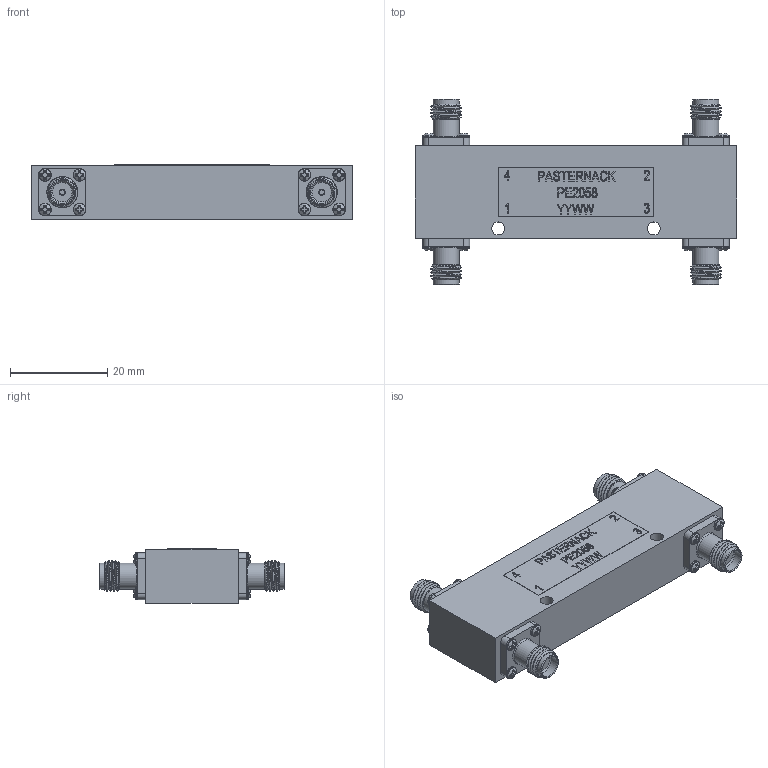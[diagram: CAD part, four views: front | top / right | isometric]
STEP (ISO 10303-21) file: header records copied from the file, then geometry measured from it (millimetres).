
FILE_DESCRIPTION (( 'STEP AP203' ), '1' );
FILE_NAME ('PE2058_3D.step', '2021-11-17T16:22:27', ( '' ), ( '' ), 'SwSTEP 2.0', 'SolidWorks 2021', '' );
FILE_SCHEMA (( 'CONFIG_CONTROL_DESIGN' ));
Length unit declared in the file: inch
Products named in the file (1): PE2058_3D
Bounding box: 66.04 x 38.1 x 11.25 mm (x, y, z)
Volume: 15153 mm3; surface area: 6177.1 mm2
Topology: 1 solids, 21 shells, 942 faces, 2428 edges, 1606 vertices
Faces by surface type: plane 609, bspline 163, cone 84, cylinder 82, torus 4
Full cylindrical faces by diameter (mm): 1.016 x4, 1.092 x16, 1.27 x8, 2.591 x16, 2.667 x2, 4.521 x4, 5.08 x4, 5.334 x8
Entity records: 40381 total; most frequent: CARTESIAN_POINT 19606, ORIENTED_EDGE 4584, DIRECTION 3474, EDGE_CURVE 2292, VERTEX_POINT 1564, VECTOR 1266, LINE 1266, EDGE_LOOP 1126
